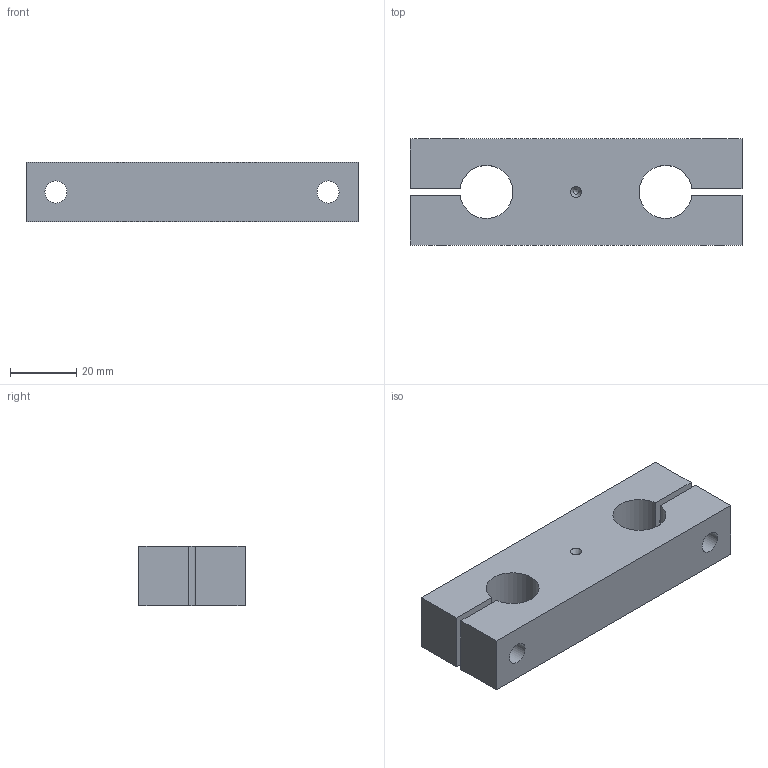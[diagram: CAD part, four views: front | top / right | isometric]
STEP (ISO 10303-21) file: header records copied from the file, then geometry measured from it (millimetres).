
FILE_DESCRIPTION( ( 'STEP AP214' ), '1' );
FILE_NAME( 'TAB-16_2_14a.stp', ' ', ( ' ' ), ( ' ' ), 'PSStep 15.0.47', 'PARTsolutions', ' ' );
FILE_SCHEMA( ( 'AUTOMOTIVE_DESIGN { 1 0 10303 214 1 1 1 1 }' ) );
Length unit declared in the file: millimetre
Products named in the file (1): HI_TAB-16
Bounding box: 100 x 32 x 18 mm (x, y, z)
Volume: 43887.2 mm3; surface area: 14483.6 mm2
Topology: 1 solids, 1 shells, 29 faces, 69 edges, 46 vertices
Faces by surface type: plane 16, cylinder 11, cone 2
Full cylindrical faces by diameter (mm): 1.6 x1, 6.647 x2, 9 x4, 15 x2
Entity records: 1032 total; most frequent: DIRECTION 138, CARTESIAN_POINT 129, ORIENTED_EDGE 110, EDGE_CURVE 55, AXIS2_PLACEMENT_3D 53, EDGE_LOOP 52, VERTEX_POINT 44, FACE_OUTER_BOUND 38
